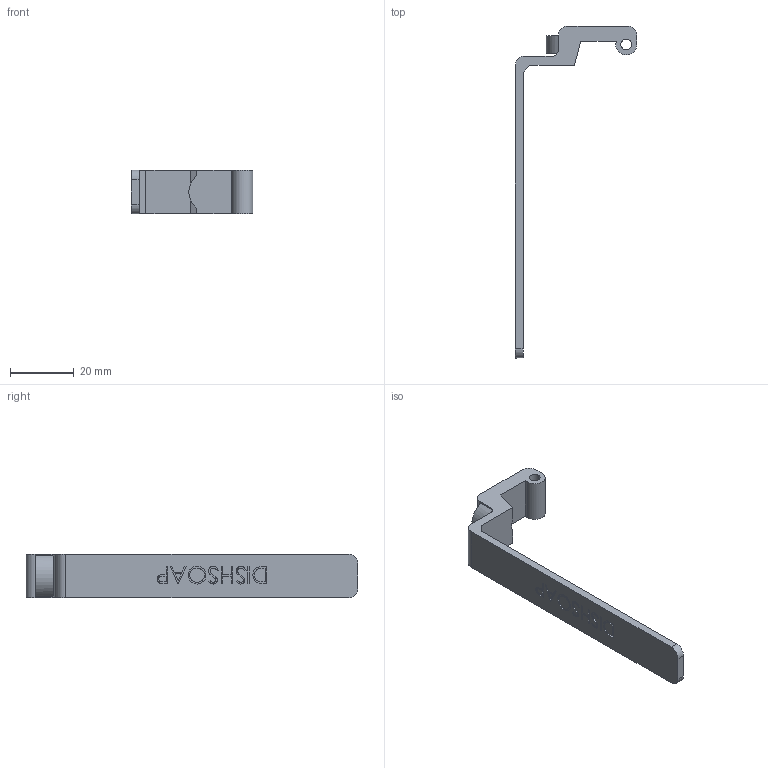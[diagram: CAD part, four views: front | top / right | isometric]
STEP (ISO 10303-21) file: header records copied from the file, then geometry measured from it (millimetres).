
FILE_DESCRIPTION (( 'STEP AP214' ), '1' );
FILE_NAME ('TPUSpoon Straight.STEP', '2024-12-19T16:54:33', ( '' ), ( '' ), 'SwSTEP 2.0', 'SolidWorks 2022', '' );
FILE_SCHEMA (( 'AUTOMOTIVE_DESIGN' ));
Length unit declared in the file: millimetre
Products named in the file (1): TPUSpoon Straight
Bounding box: 38.27 x 104.5 x 13.8 mm (x, y, z)
Volume: 6118 mm3; surface area: 5209.7 mm2
Topology: 1 solids, 1 shells, 139 faces, 377 edges, 250 vertices
Faces by surface type: plane 75, bspline 51, cylinder 13
Entity records: 7021 total; most frequent: CARTESIAN_POINT 3812, ORIENTED_EDGE 754, DIRECTION 473, EDGE_CURVE 377, VERTEX_POINT 250, LINE 243, VECTOR 243, EDGE_LOOP 153
